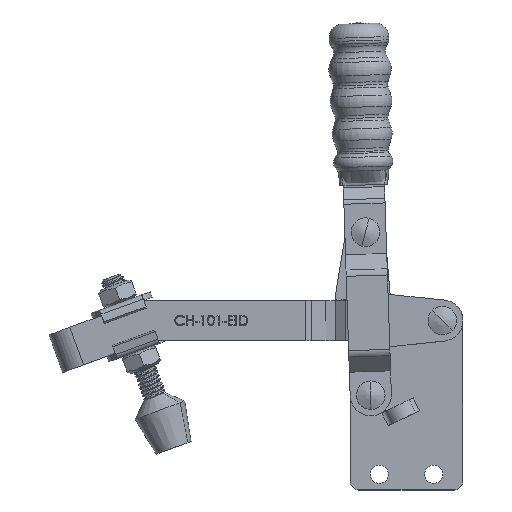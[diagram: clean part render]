
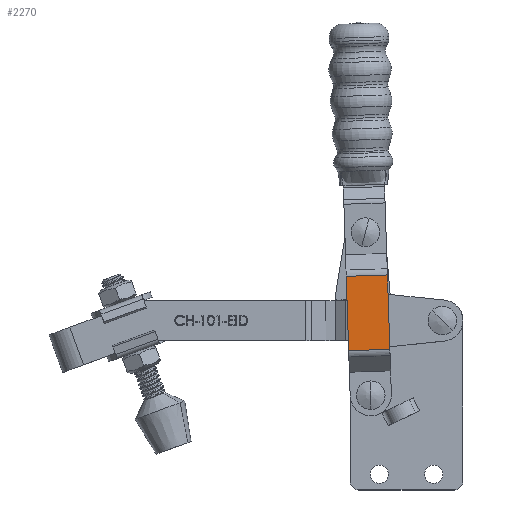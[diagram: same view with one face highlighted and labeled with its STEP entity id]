
A CAD part, top view. The second image highlights one B-rep face of the part: STEP entity #2270.
In plain terms, the highlighted face is planar.
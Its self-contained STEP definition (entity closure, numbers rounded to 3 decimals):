
#1463 = CARTESIAN_POINT ( 'NONE',  ( -23.003, 9.498, 14.4 ) ) ;
#2270 = ADVANCED_FACE ( 'NONE', ( #19624 ), #33977, .F. ) ;
#3613 = VECTOR ( 'NONE', #15220, 1000. ) ;
#3985 = DIRECTION ( 'NONE',  ( 0., -1., 0. ) ) ;
#5724 = CARTESIAN_POINT ( 'NONE',  ( -49.003, 9.498, 0. ) ) ;
#6870 = CARTESIAN_POINT ( 'NONE',  ( -23.003, 9.498, 0. ) ) ;
#7134 = ORIENTED_EDGE ( 'NONE', *, *, #25172, .F. ) ;
#7476 = VERTEX_POINT ( 'NONE', #6870 ) ;
#9460 = ORIENTED_EDGE ( 'NONE', *, *, #16475, .T. ) ;
#10190 = CARTESIAN_POINT ( 'NONE',  ( -49.003, 9.498, 14.4 ) ) ;
#11594 = VERTEX_POINT ( 'NONE', #5724 ) ;
#15101 = LINE ( 'NONE', #18352, #28776 ) ;
#15210 = EDGE_CURVE ( 'NONE', #19009, #19091, #19026, .T. ) ;
#15220 = DIRECTION ( 'NONE',  ( -1., 0., 0. ) ) ;
#16475 = EDGE_CURVE ( 'NONE', #19009, #7476, #32240, .T. ) ;
#16866 = VECTOR ( 'NONE', #27062, 1000. ) ;
#18352 = CARTESIAN_POINT ( 'NONE',  ( -49.003, 9.498, 0. ) ) ;
#19009 = VERTEX_POINT ( 'NONE', #1463 ) ;
#19026 = LINE ( 'NONE', #31594, #3613 ) ;
#19091 = VERTEX_POINT ( 'NONE', #10190 ) ;
#19624 = FACE_OUTER_BOUND ( 'NONE', #22997, .T. ) ;
#22997 = EDGE_LOOP ( 'NONE', ( #25206, #7134, #30012, #9460 ) ) ;
#23090 = DIRECTION ( 'NONE',  ( 1., 0., 0. ) ) ;
#24004 = AXIS2_PLACEMENT_3D ( 'NONE', #33859, #3985, #23090 ) ;
#24294 = CARTESIAN_POINT ( 'NONE',  ( -23.003, 9.498, 14.4 ) ) ;
#25172 = EDGE_CURVE ( 'NONE', #19091, #11594, #33494, .T. ) ;
#25206 = ORIENTED_EDGE ( 'NONE', *, *, #26871, .T. ) ;
#26220 = VECTOR ( 'NONE', #32457, 1000. ) ;
#26871 = EDGE_CURVE ( 'NONE', #7476, #11594, #15101, .T. ) ;
#27062 = DIRECTION ( 'NONE',  ( 0., 0., -1. ) ) ;
#28776 = VECTOR ( 'NONE', #34857, 1000. ) ;
#29719 = CARTESIAN_POINT ( 'NONE',  ( -49.003, 9.498, 14.4 ) ) ;
#30012 = ORIENTED_EDGE ( 'NONE', *, *, #15210, .F. ) ;
#31594 = CARTESIAN_POINT ( 'NONE',  ( -49.003, 9.498, 14.4 ) ) ;
#32240 = LINE ( 'NONE', #24294, #16866 ) ;
#32457 = DIRECTION ( 'NONE',  ( 0., 0., -1. ) ) ;
#33494 = LINE ( 'NONE', #29719, #26220 ) ;
#33859 = CARTESIAN_POINT ( 'NONE',  ( -49.003, 9.498, 14.4 ) ) ;
#33977 = PLANE ( 'NONE',  #24004 ) ;
#34857 = DIRECTION ( 'NONE',  ( -1., 0., 0. ) ) ;
